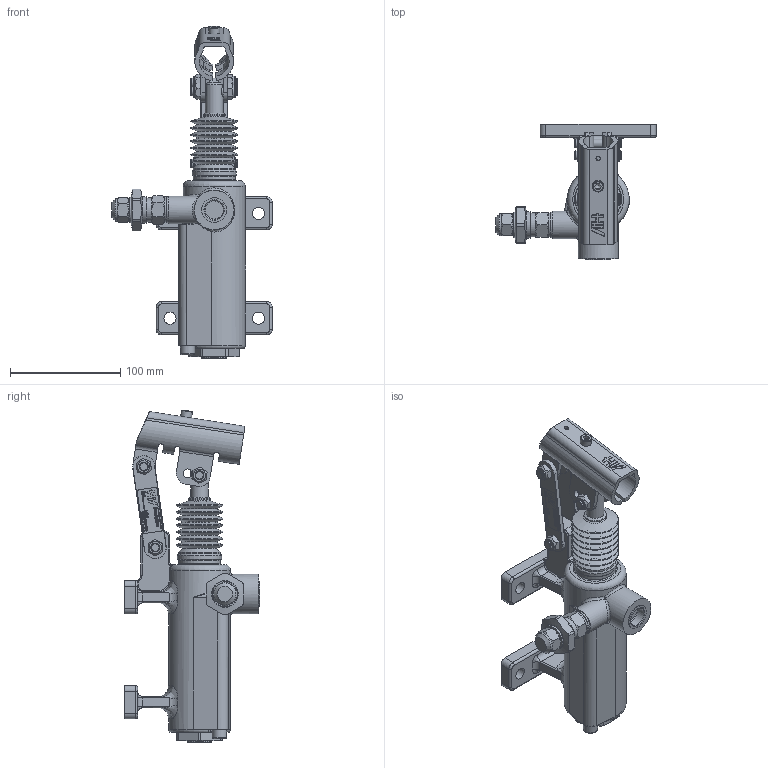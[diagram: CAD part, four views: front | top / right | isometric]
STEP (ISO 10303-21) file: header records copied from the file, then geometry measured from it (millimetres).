
FILE_DESCRIPTION((''),'2;1');
FILE_NAME('PMO 70 byB-s (HV) STEP.stp','2014-08-05T17:19:31',('Christian'),(''),'Autodesk Inventor 2013','Autodesk Inventor 2013','');
FILE_SCHEMA(('AUTOMOTIVE_DESIGN { 1 0 10303 214 1 1 1 1 }'));
Length unit declared in the file: millimetre
Products named in the file (1): 6079.0037.10.50 Derivazione 2
Bounding box: 145.16 x 122.5 x 300.56 mm (x, y, z)
Volume: 360334.7 mm3; surface area: 166294.8 mm2
Topology: 12 solids, 13 shells, 1306 faces, 3292 edges, 2082 vertices
Faces by surface type: plane 591, cylinder 267, bspline 216, cone 128, torus 103, sphere 1
Full cylindrical faces by diameter (mm): 4 x2, 6 x1, 8 x15, 10 x1, 10.5 x1, 11 x4, 11.05 x6, 12 x2, 13 x1, 14 x1, 14.95 x1, 16 x1, 16.6 x1, 17 x1, 17.5 x2, 18.631 x2, 19.5 x2, 20 x3, 21 x1, 21.8 x2, 22 x1, 22.5 x2, 23 x2, 24 x1, 25 x1, 30 x7, 36 x2, 38.004 x2, 38.376 x1, 40 x3
Entity records: 42517 total; most frequent: CARTESIAN_POINT 12472, ORIENTED_EDGE 6066, DIRECTION 5307, EDGE_CURVE 3033, VERTEX_POINT 2017, AXIS2_PLACEMENT_3D 1859, EDGE_LOOP 1620, VECTOR 1589
